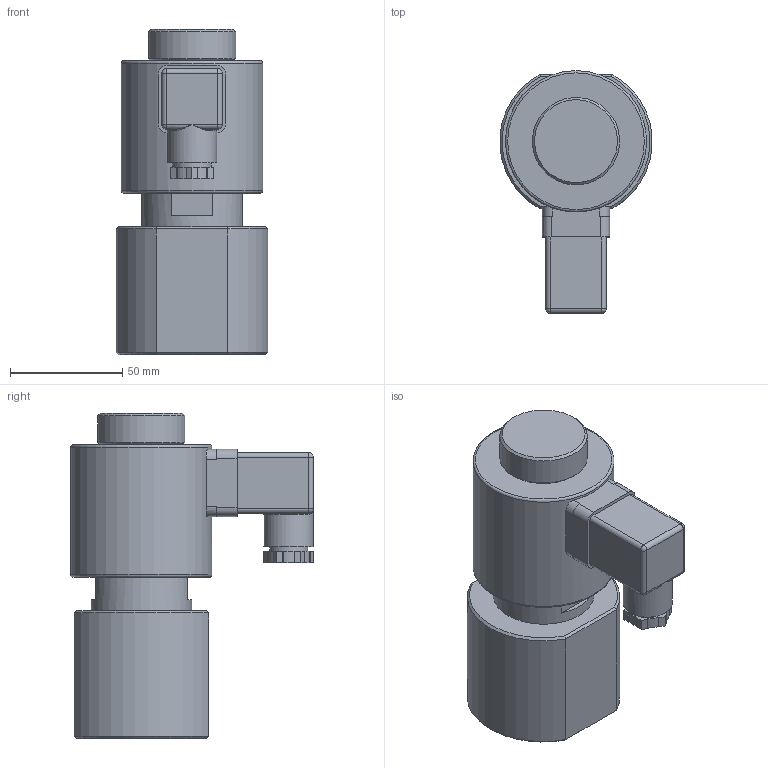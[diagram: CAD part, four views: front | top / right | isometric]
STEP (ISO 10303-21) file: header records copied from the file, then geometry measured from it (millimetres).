
FILE_DESCRIPTION(/* description */ ('STP-Datei'),/* implementation_level */ '2;1');
FILE_NAME(/* name */ '055.000076_A5541-0615-.322.stp',/* time_stamp */ '2018-12-20T14:36:43+01:00',/* author */ ('jkuehnel'),/* organization */ (''),/* preprocessor_version */ 'ST-DEVELOPER v16.1',/* originating_system */ 'Autodesk Inventor 2016',/* authorisation */ '');
FILE_SCHEMA (('AUTOMOTIVE_DESIGN { 1 0 10303 214 3 1 1 }'));
Length unit declared in the file: millimetre
Products named in the file (1): 88-004076
Bounding box: 67.77 x 108.2 x 145 mm (x, y, z)
Volume: 463924.9 mm3; surface area: 44124.3 mm2
Topology: 1 solids, 1 shells, 105 faces, 266 edges, 163 vertices
Faces by surface type: plane 60, cylinder 30, cone 6, sphere 4, torus 3, bspline 2
Full cylindrical faces by diameter (mm): 17 x1, 22 x1, 39 x1, 45 x1, 63 x1
Entity records: 3313 total; most frequent: CARTESIAN_POINT 681, DIRECTION 514, ORIENTED_EDGE 492, EDGE_CURVE 246, AXIS2_PLACEMENT_3D 180, VERTEX_POINT 159, LINE 154, VECTOR 154
